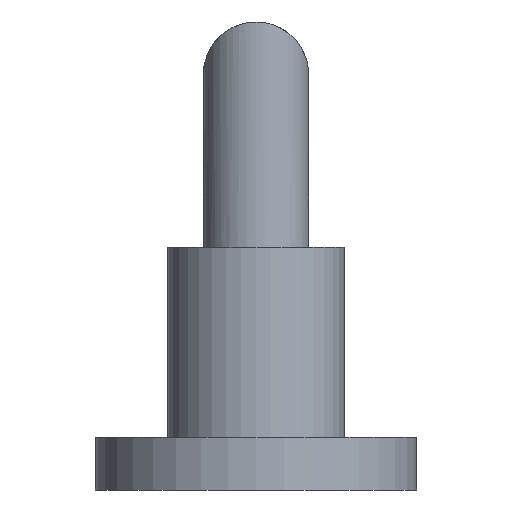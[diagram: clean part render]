
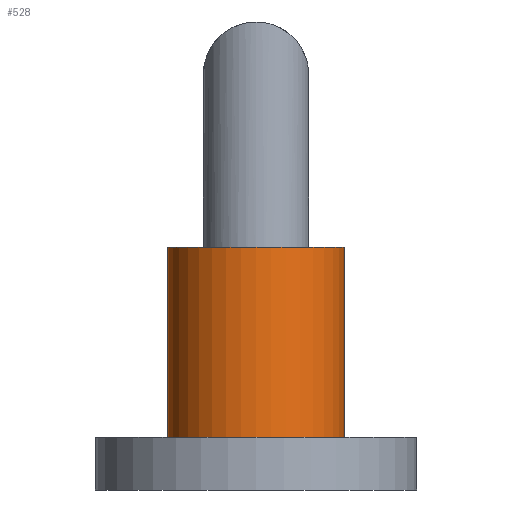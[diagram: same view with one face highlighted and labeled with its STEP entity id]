
A CAD part, left-side view. The second image highlights one B-rep face of the part: STEP entity #528.
In plain terms, the highlighted cylindrical face has radius 15.15 mm (diameter 30.3 mm), a partial arc.
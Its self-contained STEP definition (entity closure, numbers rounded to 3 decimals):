
#9 = DIRECTION ( 'NONE',  ( 0., -1., 0. ) ) ;
#15 = CARTESIAN_POINT ( 'NONE',  ( 0., -41.5, 0. ) ) ;
#20 = CARTESIAN_POINT ( 'NONE',  ( 0., -41.5, 15.15 ) ) ;
#51 = CIRCLE ( 'NONE', #612, 15.15 ) ;
#61 = CYLINDRICAL_SURFACE ( 'NONE', #599, 15.15 ) ;
#77 = FACE_OUTER_BOUND ( 'NONE', #482, .T. ) ;
#90 = CIRCLE ( 'NONE', #638, 15.15 ) ;
#138 = CARTESIAN_POINT ( 'NONE',  ( 0., -9., 15.15 ) ) ;
#158 = VECTOR ( 'NONE', #613, 1000. ) ;
#181 = LINE ( 'NONE', #545, #158 ) ;
#224 = EDGE_CURVE ( 'NONE', #436, #505, #181, .T. ) ;
#278 = CARTESIAN_POINT ( 'NONE',  ( 0., 0., -15.15 ) ) ;
#289 = DIRECTION ( 'NONE',  ( 0., -1., 0. ) ) ;
#290 = DIRECTION ( 'NONE',  ( 0., -1., 0. ) ) ;
#291 = VERTEX_POINT ( 'NONE', #667 ) ;
#292 = VERTEX_POINT ( 'NONE', #719 ) ;
#363 = ORIENTED_EDGE ( 'NONE', *, *, #224, .F. ) ;
#374 = ORIENTED_EDGE ( 'NONE', *, *, #493, .F. ) ;
#407 = CARTESIAN_POINT ( 'NONE',  ( 0., -9., 0. ) ) ;
#433 = DIRECTION ( 'NONE',  ( 0., 0., -1. ) ) ;
#436 = VERTEX_POINT ( 'NONE', #138 ) ;
#471 = CARTESIAN_POINT ( 'NONE',  ( 0., 0., 0. ) ) ;
#477 = DIRECTION ( 'NONE',  ( 0., 0., -1. ) ) ;
#481 = DIRECTION ( 'NONE',  ( 0., -1., 0. ) ) ;
#482 = EDGE_LOOP ( 'NONE', ( #363, #594, #603, #374 ) ) ;
#493 = EDGE_CURVE ( 'NONE', #505, #291, #90, .T. ) ;
#505 = VERTEX_POINT ( 'NONE', #20 ) ;
#528 = ADVANCED_FACE ( 'NONE', ( #77 ), #61, .T. ) ;
#545 = CARTESIAN_POINT ( 'NONE',  ( 0., 0., 15.15 ) ) ;
#582 = EDGE_CURVE ( 'NONE', #436, #292, #51, .T. ) ;
#594 = ORIENTED_EDGE ( 'NONE', *, *, #582, .T. ) ;
#599 = AXIS2_PLACEMENT_3D ( 'NONE', #471, #481, #477 ) ;
#603 = ORIENTED_EDGE ( 'NONE', *, *, #674, .T. ) ;
#612 = AXIS2_PLACEMENT_3D ( 'NONE', #407, #289, #433 ) ;
#613 = DIRECTION ( 'NONE',  ( 0., -1., 0. ) ) ;
#617 = DIRECTION ( 'NONE',  ( 0., 0., -1. ) ) ;
#638 = AXIS2_PLACEMENT_3D ( 'NONE', #15, #9, #617 ) ;
#667 = CARTESIAN_POINT ( 'NONE',  ( 0., -41.5, -15.15 ) ) ;
#674 = EDGE_CURVE ( 'NONE', #292, #291, #699, .T. ) ;
#697 = VECTOR ( 'NONE', #290, 1000. ) ;
#699 = LINE ( 'NONE', #278, #697 ) ;
#719 = CARTESIAN_POINT ( 'NONE',  ( 0., -9., -15.15 ) ) ;
